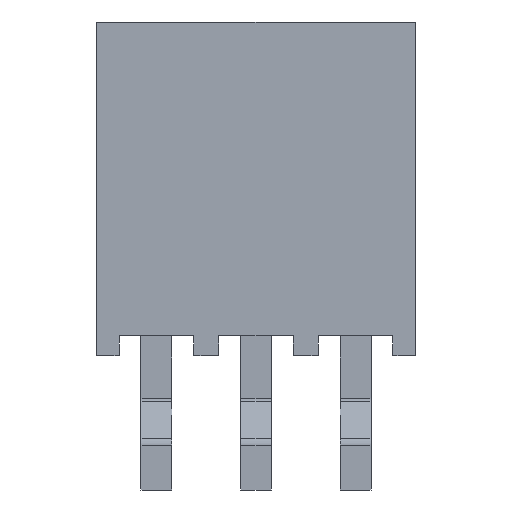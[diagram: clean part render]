
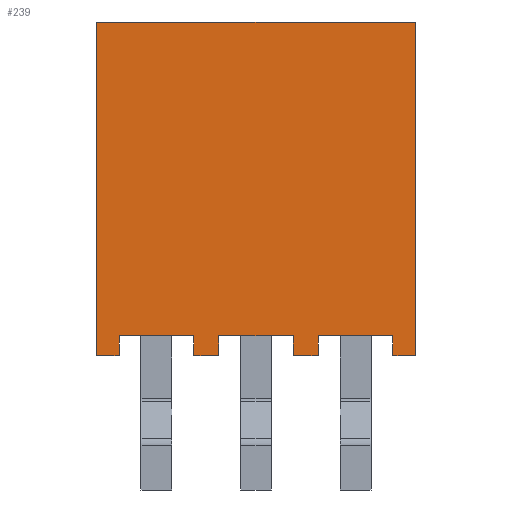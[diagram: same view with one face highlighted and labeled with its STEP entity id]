
A CAD part, front view. The second image highlights one B-rep face of the part: STEP entity #239.
In plain terms, the highlighted face is planar.
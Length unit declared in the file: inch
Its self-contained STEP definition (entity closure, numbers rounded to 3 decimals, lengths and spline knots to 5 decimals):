
#239 = ADVANCED_FACE( '', ( #513 ), #514, .F. );
#513 = FACE_OUTER_BOUND( '', #833, .T. );
#514 = PLANE( '', #834 );
#833 = EDGE_LOOP( '', ( #1339, #1340, #1341, #1342, #1343, #1344, #1345, #1346, #1347, #1348, #1349, #1350, #1351, #1352, #1353, #1354 ) );
#834 = AXIS2_PLACEMENT_3D( '', #1355, #1356, #1357 );
#1339 = ORIENTED_EDGE( '', *, *, #2152, .F. );
#1340 = ORIENTED_EDGE( '', *, *, #2153, .T. );
#1341 = ORIENTED_EDGE( '', *, *, #2154, .F. );
#1342 = ORIENTED_EDGE( '', *, *, #2088, .F. );
#1343 = ORIENTED_EDGE( '', *, *, #2155, .T. );
#1344 = ORIENTED_EDGE( '', *, *, #2156, .T. );
#1345 = ORIENTED_EDGE( '', *, *, #2047, .F. );
#1346 = ORIENTED_EDGE( '', *, *, #2157, .F. );
#1347 = ORIENTED_EDGE( '', *, *, #2158, .F. );
#1348 = ORIENTED_EDGE( '', *, *, #2159, .T. );
#1349 = ORIENTED_EDGE( '', *, *, #2160, .F. );
#1350 = ORIENTED_EDGE( '', *, *, #2161, .F. );
#1351 = ORIENTED_EDGE( '', *, *, #2162, .F. );
#1352 = ORIENTED_EDGE( '', *, *, #2163, .T. );
#1353 = ORIENTED_EDGE( '', *, *, #2067, .F. );
#1354 = ORIENTED_EDGE( '', *, *, #2164, .F. );
#1355 = CARTESIAN_POINT( '', ( -0.16, 0.335, 0.0475 ) );
#1356 = DIRECTION( '', ( 0., 0., -1. ) );
#1357 = DIRECTION( '', ( -1., 0., 0. ) );
#2047 = EDGE_CURVE( '', #2475, #2477, #2478, .T. );
#2067 = EDGE_CURVE( '', #2511, #2513, #2514, .T. );
#2088 = EDGE_CURVE( '', #2544, #2546, #2547, .T. );
#2152 = EDGE_CURVE( '', #2647, #2648, #2649, .T. );
#2153 = EDGE_CURVE( '', #2647, #2650, #2651, .T. );
#2154 = EDGE_CURVE( '', #2546, #2650, #2652, .T. );
#2155 = EDGE_CURVE( '', #2544, #2653, #2654, .T. );
#2156 = EDGE_CURVE( '', #2653, #2477, #2655, .T. );
#2157 = EDGE_CURVE( '', #2656, #2475, #2657, .T. );
#2158 = EDGE_CURVE( '', #2658, #2656, #2659, .T. );
#2159 = EDGE_CURVE( '', #2658, #2660, #2661, .T. );
#2160 = EDGE_CURVE( '', #2662, #2660, #2663, .T. );
#2161 = EDGE_CURVE( '', #2664, #2662, #2665, .T. );
#2162 = EDGE_CURVE( '', #2666, #2664, #2667, .T. );
#2163 = EDGE_CURVE( '', #2666, #2513, #2668, .T. );
#2164 = EDGE_CURVE( '', #2648, #2511, #2669, .T. );
#2475 = VERTEX_POINT( '', #3084 );
#2477 = VERTEX_POINT( '', #3087 );
#2478 = LINE( '', #3088, #3089 );
#2511 = VERTEX_POINT( '', #3134 );
#2513 = VERTEX_POINT( '', #3137 );
#2514 = LINE( '', #3138, #3139 );
#2544 = VERTEX_POINT( '', #3185 );
#2546 = VERTEX_POINT( '', #3188 );
#2547 = LINE( '', #3189, #3190 );
#2647 = VERTEX_POINT( '', #3331 );
#2648 = VERTEX_POINT( '', #3332 );
#2649 = LINE( '', #3333, #3334 );
#2650 = VERTEX_POINT( '', #3335 );
#2651 = LINE( '', #3336, #3337 );
#2652 = LINE( '', #3338, #3339 );
#2653 = VERTEX_POINT( '', #3340 );
#2654 = LINE( '', #3341, #3342 );
#2655 = LINE( '', #3343, #3344 );
#2656 = VERTEX_POINT( '', #3345 );
#2657 = LINE( '', #3346, #3347 );
#2658 = VERTEX_POINT( '', #3348 );
#2659 = LINE( '', #3349, #3350 );
#2660 = VERTEX_POINT( '', #3351 );
#2661 = LINE( '', #3352, #3353 );
#2662 = VERTEX_POINT( '', #3354 );
#2663 = LINE( '', #3355, #3356 );
#2664 = VERTEX_POINT( '', #3357 );
#2665 = LINE( '', #3358, #3359 );
#2666 = VERTEX_POINT( '', #3360 );
#2667 = LINE( '', #3361, #3362 );
#2668 = LINE( '', #3363, #3364 );
#2669 = LINE( '', #3365, #3366 );
#3084 = CARTESIAN_POINT( '', ( -0.1375, 0.02, 0.0475 ) );
#3087 = CARTESIAN_POINT( '', ( -0.1375, 0., 0.0475 ) );
#3088 = CARTESIAN_POINT( '', ( -0.1375, 0.02, 0.0475 ) );
#3089 = VECTOR( '', #3789, 39.37008 );
#3134 = CARTESIAN_POINT( '', ( 0.0625, 0.02, 0.0475 ) );
#3137 = CARTESIAN_POINT( '', ( 0.0625, 0., 0.0475 ) );
#3138 = CARTESIAN_POINT( '', ( 0.0625, 0.02, 0.0475 ) );
#3139 = VECTOR( '', #3809, 39.37008 );
#3185 = CARTESIAN_POINT( '', ( -0.16, 0.335, 0.0475 ) );
#3188 = CARTESIAN_POINT( '', ( 0.16, 0.335, 0.0475 ) );
#3189 = CARTESIAN_POINT( '', ( -0.16, 0.335, 0.0475 ) );
#3190 = VECTOR( '', #3827, 39.37008 );
#3331 = CARTESIAN_POINT( '', ( 0.1375, 0., 0.0475 ) );
#3332 = CARTESIAN_POINT( '', ( 0.1375, 0.02, 0.0475 ) );
#3333 = CARTESIAN_POINT( '', ( 0.1375, 0., 0.0475 ) );
#3334 = VECTOR( '', #3887, 39.37008 );
#3335 = CARTESIAN_POINT( '', ( 0.16, 0., 0.0475 ) );
#3336 = CARTESIAN_POINT( '', ( -0.16, 0., 0.0475 ) );
#3337 = VECTOR( '', #3888, 39.37008 );
#3338 = CARTESIAN_POINT( '', ( 0.16, 0.335, 0.0475 ) );
#3339 = VECTOR( '', #3889, 39.37008 );
#3340 = CARTESIAN_POINT( '', ( -0.16, 0., 0.0475 ) );
#3341 = CARTESIAN_POINT( '', ( -0.16, 0.335, 0.0475 ) );
#3342 = VECTOR( '', #3890, 39.37008 );
#3343 = CARTESIAN_POINT( '', ( -0.16, 0., 0.0475 ) );
#3344 = VECTOR( '', #3891, 39.37008 );
#3345 = CARTESIAN_POINT( '', ( -0.0625, 0.02, 0.0475 ) );
#3346 = CARTESIAN_POINT( '', ( -0.0625, 0.02, 0.0475 ) );
#3347 = VECTOR( '', #3892, 39.37008 );
#3348 = CARTESIAN_POINT( '', ( -0.0625, 0., 0.0475 ) );
#3349 = CARTESIAN_POINT( '', ( -0.0625, 0., 0.0475 ) );
#3350 = VECTOR( '', #3893, 39.37008 );
#3351 = CARTESIAN_POINT( '', ( -0.0375, 0., 0.0475 ) );
#3352 = CARTESIAN_POINT( '', ( -0.16, 0., 0.0475 ) );
#3353 = VECTOR( '', #3894, 39.37008 );
#3354 = CARTESIAN_POINT( '', ( -0.0375, 0.02, 0.0475 ) );
#3355 = CARTESIAN_POINT( '', ( -0.0375, 0.02, 0.0475 ) );
#3356 = VECTOR( '', #3895, 39.37008 );
#3357 = CARTESIAN_POINT( '', ( 0.0375, 0.02, 0.0475 ) );
#3358 = CARTESIAN_POINT( '', ( 0.0375, 0.02, 0.0475 ) );
#3359 = VECTOR( '', #3896, 39.37008 );
#3360 = CARTESIAN_POINT( '', ( 0.0375, 0., 0.0475 ) );
#3361 = CARTESIAN_POINT( '', ( 0.0375, 0., 0.0475 ) );
#3362 = VECTOR( '', #3897, 39.37008 );
#3363 = CARTESIAN_POINT( '', ( -0.16, 0., 0.0475 ) );
#3364 = VECTOR( '', #3898, 39.37008 );
#3365 = CARTESIAN_POINT( '', ( 0.1375, 0.02, 0.0475 ) );
#3366 = VECTOR( '', #3899, 39.37008 );
#3789 = DIRECTION( '', ( 0., -1., 0. ) );
#3809 = DIRECTION( '', ( 0., -1., 0. ) );
#3827 = DIRECTION( '', ( 1., 0., 0. ) );
#3887 = DIRECTION( '', ( 0., 1., 0. ) );
#3888 = DIRECTION( '', ( 1., 0., 0. ) );
#3889 = DIRECTION( '', ( 0., -1., 0. ) );
#3890 = DIRECTION( '', ( 0., -1., 0. ) );
#3891 = DIRECTION( '', ( 1., 0., 0. ) );
#3892 = DIRECTION( '', ( -1., 0., 0. ) );
#3893 = DIRECTION( '', ( 0., 1., 0. ) );
#3894 = DIRECTION( '', ( 1., 0., 0. ) );
#3895 = DIRECTION( '', ( 0., -1., 0. ) );
#3896 = DIRECTION( '', ( -1., 0., 0. ) );
#3897 = DIRECTION( '', ( 0., 1., 0. ) );
#3898 = DIRECTION( '', ( 1., 0., 0. ) );
#3899 = DIRECTION( '', ( -1., 0., 0. ) );
